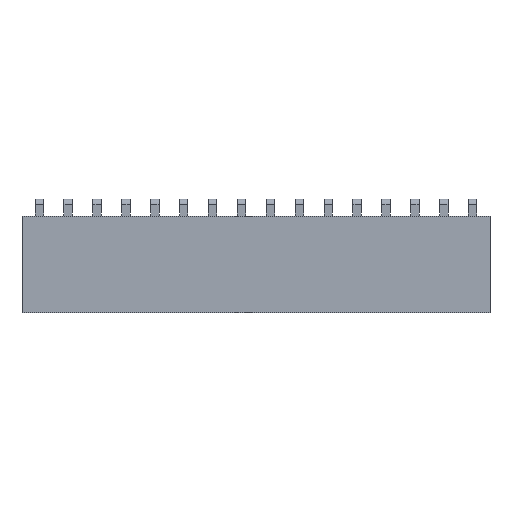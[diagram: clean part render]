
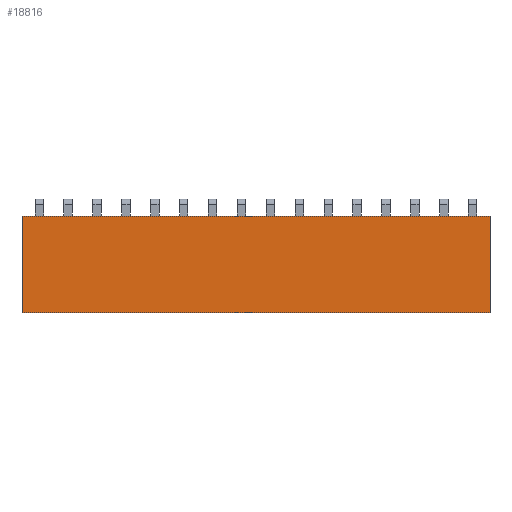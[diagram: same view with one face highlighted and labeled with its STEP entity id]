
A CAD part, top view. The second image highlights one B-rep face of the part: STEP entity #18816.
In plain terms, the highlighted face is planar.
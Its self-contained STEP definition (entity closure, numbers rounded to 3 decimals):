
#2560=ORIENTED_EDGE('',*,*,#5386,.F.);
#2561=ORIENTED_EDGE('',*,*,#5387,.F.);
#2562=ORIENTED_EDGE('',*,*,#5384,.F.);
#2563=ORIENTED_EDGE('',*,*,#5388,.F.);
#5384=EDGE_CURVE('',#6886,#6887,#8384,.T.);
#5386=EDGE_CURVE('',#6888,#6889,#8386,.T.);
#5387=EDGE_CURVE('',#6887,#6888,#8387,.T.);
#5388=EDGE_CURVE('',#6889,#6886,#8388,.T.);
#6886=VERTEX_POINT('',#26643);
#6887=VERTEX_POINT('',#26645);
#6888=VERTEX_POINT('',#26649);
#6889=VERTEX_POINT('',#26650);
#8384=LINE('',#26644,#10120);
#8386=LINE('',#26648,#10122);
#8387=LINE('',#26651,#10123);
#8388=LINE('',#26652,#10124);
#10120=VECTOR('',#22056,1000.);
#10122=VECTOR('',#22060,1000.);
#10123=VECTOR('',#22061,1000.);
#10124=VECTOR('',#22062,1000.);
#11226=EDGE_LOOP('',(#2560,#2561,#2562,#2563));
#12020=FACE_BOUND('',#11226,.T.);
#12750=PLANE('',#19617);
#18816=ADVANCED_FACE('',(#12020),#12750,.F.);
#19617=AXIS2_PLACEMENT_3D('',#26647,#22058,#22059);
#22056=DIRECTION('',(1.,0.,0.));
#22058=DIRECTION('',(0.,-1.,0.));
#22059=DIRECTION('',(0.,0.,-1.));
#22060=DIRECTION('',(-1.,0.,0.));
#22061=DIRECTION('',(0.,0.,1.));
#22062=DIRECTION('',(0.,0.,-1.));
#26643=CARTESIAN_POINT('',(-20.57,1.25,-4.25));
#26644=CARTESIAN_POINT('',(-20.57,1.25,-4.25));
#26645=CARTESIAN_POINT('',(20.57,1.25,-4.25));
#26647=CARTESIAN_POINT('',(0.,1.25,0.));
#26648=CARTESIAN_POINT('',(20.57,1.25,4.25));
#26649=CARTESIAN_POINT('',(20.57,1.25,4.25));
#26650=CARTESIAN_POINT('',(-20.57,1.25,4.25));
#26651=CARTESIAN_POINT('',(20.57,1.25,-4.25));
#26652=CARTESIAN_POINT('',(-20.57,1.25,4.25));
